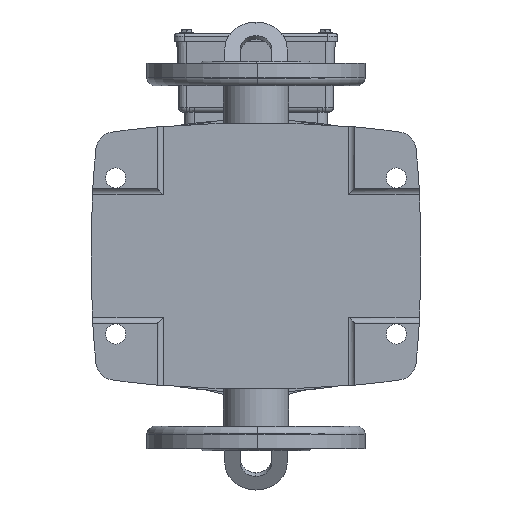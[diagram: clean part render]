
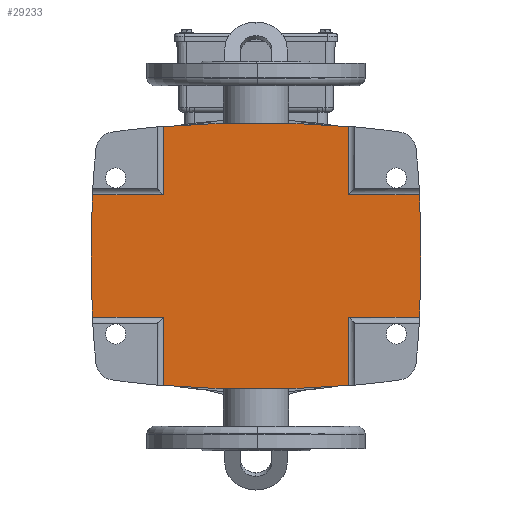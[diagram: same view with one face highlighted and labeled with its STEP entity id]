
A CAD part, front view. The second image highlights one B-rep face of the part: STEP entity #29233.
In plain terms, the highlighted planar face has unit normal (0, -1, 0).
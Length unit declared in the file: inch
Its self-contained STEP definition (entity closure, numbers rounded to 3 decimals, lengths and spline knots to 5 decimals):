
#19 = DIRECTION ( 'NONE',  ( 0., 0., 1. ) ) ;
#75 = ORIENTED_EDGE ( 'NONE', *, *, #31950, .F. ) ;
#276 = CARTESIAN_POINT ( 'NONE',  ( -4.59646, 0.19685, 2.33625 ) ) ;
#481 = CARTESIAN_POINT ( 'NONE',  ( -1.54265, 0.19685, 2.33625 ) ) ;
#1857 = VERTEX_POINT ( 'NONE', #22365 ) ;
#1858 = DIRECTION ( 'NONE',  ( 1., 0., 0. ) ) ;
#2166 = AXIS2_PLACEMENT_3D ( 'NONE', #29555, #15616, #35128 ) ;
#2461 = DIRECTION ( 'NONE',  ( 0., 0., 1. ) ) ;
#3534 = VECTOR ( 'NONE', #26551, 39.37008 ) ;
#3718 = VECTOR ( 'NONE', #33698, 39.37008 ) ;
#4040 = VERTEX_POINT ( 'NONE', #12186 ) ;
#4800 = DIRECTION ( 'NONE',  ( 0., 1., 0. ) ) ;
#5266 = DIRECTION ( 'NONE',  ( 0., -1., 0. ) ) ;
#5268 = AXIS2_PLACEMENT_3D ( 'NONE', #16399, #19206, #19 ) ;
#5300 = ORIENTED_EDGE ( 'NONE', *, *, #14943, .T. ) ;
#5313 = EDGE_CURVE ( 'NONE', #15706, #1857, #7976, .T. ) ;
#5429 = DIRECTION ( 'NONE',  ( 0., -1., 0. ) ) ;
#5455 = EDGE_CURVE ( 'NONE', #4040, #27624, #6666, .T. ) ;
#6014 = CARTESIAN_POINT ( 'NONE',  ( 0., 0.19685, 23.10236 ) ) ;
#6031 = CARTESIAN_POINT ( 'NONE',  ( -3.26434, 0.19685, -2.33625 ) ) ;
#6261 = ORIENTED_EDGE ( 'NONE', *, *, #36198, .F. ) ;
#6317 = CARTESIAN_POINT ( 'NONE',  ( 1.54265, 0.19685, -4.11924 ) ) ;
#6666 = CIRCLE ( 'NONE', #5268, 26.47079 ) ;
#6838 = CARTESIAN_POINT ( 'NONE',  ( 1.54265, 0.19685, -2.33625 ) ) ;
#6856 = LINE ( 'NONE', #16148, #27004 ) ;
#7263 = VERTEX_POINT ( 'NONE', #17684 ) ;
#7541 = VERTEX_POINT ( 'NONE', #26302 ) ;
#7745 = DIRECTION ( 'NONE',  ( 0., 0., 1. ) ) ;
#7970 = VERTEX_POINT ( 'NONE', #26131 ) ;
#7976 = LINE ( 'NONE', #21762, #29408 ) ;
#8306 = AXIS2_PLACEMENT_3D ( 'NONE', #6014, #17290, #20055 ) ;
#8563 = VERTEX_POINT ( 'NONE', #26834 ) ;
#9770 = CARTESIAN_POINT ( 'NONE',  ( 1.54265, 0.19685, -4.59646 ) ) ;
#10803 = EDGE_CURVE ( 'NONE', #7263, #7970, #16251, .T. ) ;
#10864 = ORIENTED_EDGE ( 'NONE', *, *, #28219, .T. ) ;
#11134 = LINE ( 'NONE', #19563, #3718 ) ;
#11507 = CARTESIAN_POINT ( 'NONE',  ( -1.54265, 0.19685, -4.59646 ) ) ;
#11890 = VERTEX_POINT ( 'NONE', #6838 ) ;
#11987 = FACE_OUTER_BOUND ( 'NONE', #33800, .T. ) ;
#12186 = CARTESIAN_POINT ( 'NONE',  ( 3.26434, 0.19685, 2.33625 ) ) ;
#12207 = DIRECTION ( 'NONE',  ( 1., 0., 0. ) ) ;
#12833 = DIRECTION ( 'NONE',  ( 0., 0., 1. ) ) ;
#12922 = VECTOR ( 'NONE', #12207, 39.37008 ) ;
#13095 = LINE ( 'NONE', #33097, #24955 ) ;
#13283 = AXIS2_PLACEMENT_3D ( 'NONE', #26832, #20899, #12833 ) ;
#13371 = AXIS2_PLACEMENT_3D ( 'NONE', #18869, #4800, #7745 ) ;
#13649 = ORIENTED_EDGE ( 'NONE', *, *, #35964, .F. ) ;
#13974 = DIRECTION ( 'NONE',  ( 0., 0., 1. ) ) ;
#14690 = CIRCLE ( 'NONE', #8306, 27.26527 ) ;
#14943 = EDGE_CURVE ( 'NONE', #7541, #25054, #34763, .T. ) ;
#15117 = CARTESIAN_POINT ( 'NONE',  ( 3.26434, 0.19685, -2.33625 ) ) ;
#15616 = DIRECTION ( 'NONE',  ( 0., 1., 0. ) ) ;
#15706 = VERTEX_POINT ( 'NONE', #481 ) ;
#15769 = ORIENTED_EDGE ( 'NONE', *, *, #5455, .F. ) ;
#16148 = CARTESIAN_POINT ( 'NONE',  ( -4.59646, 0.19685, -2.33625 ) ) ;
#16251 = LINE ( 'NONE', #9770, #3534 ) ;
#16373 = EDGE_CURVE ( 'NONE', #19148, #22844, #25667, .T. ) ;
#16399 = CARTESIAN_POINT ( 'NONE',  ( -23.10315, 0.19685, 0. ) ) ;
#17170 = DIRECTION ( 'NONE',  ( 0., 0., 1. ) ) ;
#17290 = DIRECTION ( 'NONE',  ( 0., 1., 0. ) ) ;
#17647 = EDGE_CURVE ( 'NONE', #24656, #11890, #11134, .T. ) ;
#17684 = CARTESIAN_POINT ( 'NONE',  ( 1.54265, 0.19685, 2.33625 ) ) ;
#17934 = VECTOR ( 'NONE', #25576, 39.37008 ) ;
#18869 = CARTESIAN_POINT ( 'NONE',  ( -1.54265, 0.19685, -4.59646 ) ) ;
#19148 = VERTEX_POINT ( 'NONE', #30274 ) ;
#19206 = DIRECTION ( 'NONE',  ( 0., 1., 0. ) ) ;
#19563 = CARTESIAN_POINT ( 'NONE',  ( 1.54265, 0.19685, -4.59646 ) ) ;
#20055 = DIRECTION ( 'NONE',  ( 0., 0., 1. ) ) ;
#20334 = ORIENTED_EDGE ( 'NONE', *, *, #32113, .T. ) ;
#20899 = DIRECTION ( 'NONE',  ( 0., -1., 0. ) ) ;
#21762 = CARTESIAN_POINT ( 'NONE',  ( -1.54265, 0.19685, -4.59646 ) ) ;
#21907 = DIRECTION ( 'NONE',  ( 0., 0., 1. ) ) ;
#22365 = CARTESIAN_POINT ( 'NONE',  ( -1.54265, 0.19685, 4.11924 ) ) ;
#22389 = VERTEX_POINT ( 'NONE', #34812 ) ;
#22844 = VERTEX_POINT ( 'NONE', #24278 ) ;
#24278 = CARTESIAN_POINT ( 'NONE',  ( -1.54265, 0.19685, -4.11924 ) ) ;
#24656 = VERTEX_POINT ( 'NONE', #6317 ) ;
#24790 = VECTOR ( 'NONE', #17170, 39.37008 ) ;
#24858 = CARTESIAN_POINT ( 'NONE',  ( 23.10315, 0.19685, 0. ) ) ;
#24955 = VECTOR ( 'NONE', #1858, 39.37008 ) ;
#25054 = VERTEX_POINT ( 'NONE', #6031 ) ;
#25352 = CIRCLE ( 'NONE', #33375, 27.26527 ) ;
#25576 = DIRECTION ( 'NONE',  ( 1., 0., 0. ) ) ;
#25652 = ORIENTED_EDGE ( 'NONE', *, *, #17647, .T. ) ;
#25667 = CIRCLE ( 'NONE', #2166, 27.26527 ) ;
#26131 = CARTESIAN_POINT ( 'NONE',  ( 1.54265, 0.19685, 4.11924 ) ) ;
#26161 = ORIENTED_EDGE ( 'NONE', *, *, #32021, .F. ) ;
#26302 = CARTESIAN_POINT ( 'NONE',  ( -3.26434, 0.19685, 2.33625 ) ) ;
#26457 = EDGE_CURVE ( 'NONE', #22389, #1857, #25352, .T. ) ;
#26520 = LINE ( 'NONE', #31900, #12922 ) ;
#26551 = DIRECTION ( 'NONE',  ( 0., 0., 1. ) ) ;
#26824 = ORIENTED_EDGE ( 'NONE', *, *, #26457, .T. ) ;
#26832 = CARTESIAN_POINT ( 'NONE',  ( 0., 0.19685, -23.10236 ) ) ;
#26834 = CARTESIAN_POINT ( 'NONE',  ( -1.54265, 0.19685, -2.33625 ) ) ;
#27004 = VECTOR ( 'NONE', #27187, 39.37008 ) ;
#27187 = DIRECTION ( 'NONE',  ( 1., 0., 0. ) ) ;
#27444 = ORIENTED_EDGE ( 'NONE', *, *, #16373, .F. ) ;
#27624 = VERTEX_POINT ( 'NONE', #15117 ) ;
#28091 = ORIENTED_EDGE ( 'NONE', *, *, #33090, .T. ) ;
#28219 = EDGE_CURVE ( 'NONE', #11890, #27624, #6856, .T. ) ;
#29233 = ADVANCED_FACE ( 'NONE', ( #11987 ), #35441, .F. ) ;
#29408 = VECTOR ( 'NONE', #2461, 39.37008 ) ;
#29514 = CIRCLE ( 'NONE', #13283, 27.26527 ) ;
#29555 = CARTESIAN_POINT ( 'NONE',  ( 0., 0.19685, 23.10236 ) ) ;
#30274 = CARTESIAN_POINT ( 'NONE',  ( 0., 0.19685, -4.16291 ) ) ;
#30394 = AXIS2_PLACEMENT_3D ( 'NONE', #24858, #5266, #21907 ) ;
#30456 = ORIENTED_EDGE ( 'NONE', *, *, #10803, .T. ) ;
#30727 = CARTESIAN_POINT ( 'NONE',  ( 0., 0.19685, -23.10236 ) ) ;
#31078 = ORIENTED_EDGE ( 'NONE', *, *, #5313, .F. ) ;
#31900 = CARTESIAN_POINT ( 'NONE',  ( -4.59646, 0.19685, -2.33625 ) ) ;
#31950 = EDGE_CURVE ( 'NONE', #22844, #8563, #32181, .T. ) ;
#32021 = EDGE_CURVE ( 'NONE', #24656, #19148, #14690, .T. ) ;
#32113 = EDGE_CURVE ( 'NONE', #25054, #8563, #26520, .T. ) ;
#32181 = LINE ( 'NONE', #11507, #24790 ) ;
#33090 = EDGE_CURVE ( 'NONE', #7970, #22389, #29514, .T. ) ;
#33097 = CARTESIAN_POINT ( 'NONE',  ( -4.59646, 0.19685, 2.33625 ) ) ;
#33375 = AXIS2_PLACEMENT_3D ( 'NONE', #30727, #5429, #13974 ) ;
#33698 = DIRECTION ( 'NONE',  ( 0., 0., 1. ) ) ;
#33800 = EDGE_LOOP ( 'NONE', ( #31078, #6261, #5300, #20334, #75, #27444, #26161, #25652, #10864, #15769, #13649, #30456, #28091, #26824 ) ) ;
#34482 = LINE ( 'NONE', #276, #17934 ) ;
#34763 = CIRCLE ( 'NONE', #30394, 26.47079 ) ;
#34812 = CARTESIAN_POINT ( 'NONE',  ( 0., 0.19685, 4.16291 ) ) ;
#35128 = DIRECTION ( 'NONE',  ( 0., 0., 1. ) ) ;
#35441 = PLANE ( 'NONE',  #13371 ) ;
#35964 = EDGE_CURVE ( 'NONE', #7263, #4040, #13095, .T. ) ;
#36198 = EDGE_CURVE ( 'NONE', #7541, #15706, #34482, .T. ) ;
